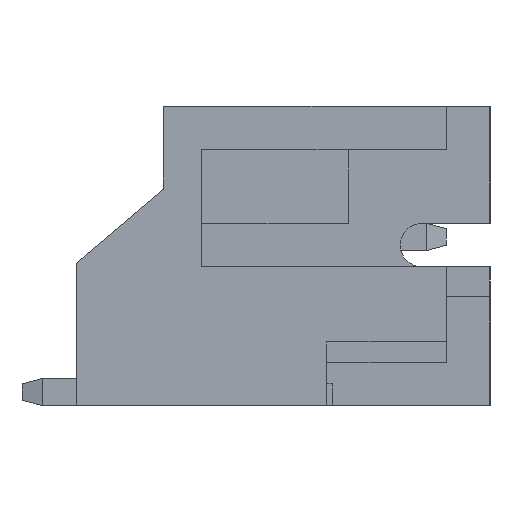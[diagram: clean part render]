
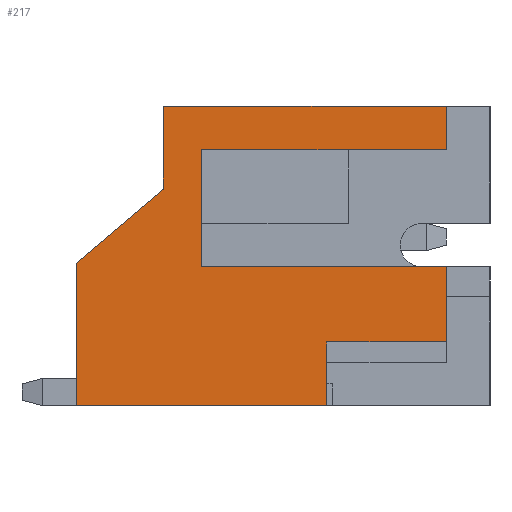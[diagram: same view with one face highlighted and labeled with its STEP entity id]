
A CAD part, left-side view. The second image highlights one B-rep face of the part: STEP entity #217.
In plain terms, the highlighted planar face has unit normal (-1, 0, 0).
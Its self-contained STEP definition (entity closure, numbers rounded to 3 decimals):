
#217=ADVANCED_FACE('',(#4046),#4048,.T.);
#4046=FACE_BOUND('',#4047,.T.);
#4047=EDGE_LOOP('',(#7165,#7166,#7167,#7168,#7169,#7170,#7171,#7172,#7173,#7174,
#7175,#7176));
#4048=PLANE('',#4049);
#4049=AXIS2_PLACEMENT_3D('',#4050,#4051,#4052);
#4050=CARTESIAN_POINT('',(-2.95,0.,0.));
#4051=DIRECTION('',(-1.,0.,0.));
#4052=DIRECTION('',(0.,0.,1.));
#7165=ORIENTED_EDGE('',*,*,#9332,.T.);
#7166=ORIENTED_EDGE('',*,*,#9333,.T.);
#7167=ORIENTED_EDGE('',*,*,#9201,.T.);
#7168=ORIENTED_EDGE('',*,*,#9298,.T.);
#7169=ORIENTED_EDGE('',*,*,#9334,.T.);
#7170=ORIENTED_EDGE('',*,*,#9335,.T.);
#7171=ORIENTED_EDGE('',*,*,#9336,.T.);
#7172=ORIENTED_EDGE('',*,*,#9337,.T.);
#7173=ORIENTED_EDGE('',*,*,#9338,.T.);
#7174=ORIENTED_EDGE('',*,*,#9339,.T.);
#7175=ORIENTED_EDGE('',*,*,#9340,.T.);
#7176=ORIENTED_EDGE('',*,*,#9341,.T.);
#9201=EDGE_CURVE('',#10319,#10317,#10320,.T.);
#9298=EDGE_CURVE('',#10317,#10501,#10503,.T.);
#9332=EDGE_CURVE('',#10561,#10562,#10563,.F.);
#9333=EDGE_CURVE('',#10562,#10319,#10564,.F.);
#9334=EDGE_CURVE('',#10501,#10565,#10566,.T.);
#9335=EDGE_CURVE('',#10565,#10567,#10568,.T.);
#9336=EDGE_CURVE('',#10567,#10569,#10570,.T.);
#9337=EDGE_CURVE('',#10569,#10571,#10572,.F.);
#9338=EDGE_CURVE('',#10571,#10573,#10574,.F.);
#9339=EDGE_CURVE('',#10573,#10575,#10576,.F.);
#9340=EDGE_CURVE('',#10575,#10577,#10578,.F.);
#9341=EDGE_CURVE('',#10577,#10561,#10579,.F.);
#10317=VERTEX_POINT('',#12144);
#10319=VERTEX_POINT('',#12148);
#10320=LINE('',#12149,#12150);
#10501=VERTEX_POINT('',#12523);
#10503=LINE('',#12527,#12528);
#10561=VERTEX_POINT('',#12655);
#10562=VERTEX_POINT('',#12656);
#10563=LINE('',#12657,#12658);
#10564=LINE('',#12660,#12661);
#10565=VERTEX_POINT('',#12663);
#10566=LINE('',#12664,#12665);
#10567=VERTEX_POINT('',#12667);
#10568=LINE('',#12668,#12669);
#10569=VERTEX_POINT('',#12671);
#10570=LINE('',#12672,#12673);
#10571=VERTEX_POINT('',#12675);
#10572=LINE('',#12676,#12677);
#10573=VERTEX_POINT('',#12679);
#10574=LINE('',#12680,#12681);
#10575=VERTEX_POINT('',#12683);
#10576=LINE('',#12684,#12685);
#10577=VERTEX_POINT('',#12687);
#10578=LINE('',#12688,#12689);
#10579=LINE('',#12691,#12692);
#12144=CARTESIAN_POINT('',(-2.95,0.,5.5));
#12148=CARTESIAN_POINT('',(-2.95,-5.2,5.5));
#12149=CARTESIAN_POINT('',(-2.95,-5.2,5.5));
#12150=VECTOR('',#12151,1.);
#12151=DIRECTION('',(0.,1.,0.));
#12523=CARTESIAN_POINT('',(-2.95,0.,3.979));
#12527=CARTESIAN_POINT('',(-2.95,0.,5.5));
#12528=VECTOR('',#12529,1.);
#12529=DIRECTION('',(0.,0.,-1.));
#12655=CARTESIAN_POINT('',(-2.95,-0.7,4.7));
#12656=CARTESIAN_POINT('',(-2.95,-5.2,4.7));
#12657=CARTESIAN_POINT('',(-2.95,-5.2,4.7));
#12658=VECTOR('',#12659,1.);
#12659=DIRECTION('',(0.,1.,0.));
#12660=CARTESIAN_POINT('',(-2.95,-5.2,5.5));
#12661=VECTOR('',#12662,1.);
#12662=DIRECTION('',(0.,0.,-1.));
#12663=CARTESIAN_POINT('',(-2.95,1.6,2.618));
#12664=CARTESIAN_POINT('',(-2.95,0.,3.979));
#12665=VECTOR('',#12666,1.);
#12666=DIRECTION('',(0.,0.762,-0.648));
#12667=CARTESIAN_POINT('',(-2.95,1.6,0.));
#12668=CARTESIAN_POINT('',(-2.95,1.6,2.618));
#12669=VECTOR('',#12670,1.);
#12670=DIRECTION('',(0.,0.,-1.));
#12671=CARTESIAN_POINT('',(-2.95,-3.,0.));
#12672=CARTESIAN_POINT('',(-2.95,1.6,0.));
#12673=VECTOR('',#12674,1.);
#12674=DIRECTION('',(0.,-1.,0.));
#12675=CARTESIAN_POINT('',(-2.95,-3.,1.17));
#12676=CARTESIAN_POINT('',(-2.95,-3.,1.17));
#12677=VECTOR('',#12678,1.);
#12678=DIRECTION('',(0.,0.,-1.));
#12679=CARTESIAN_POINT('',(-2.95,-5.2,1.17));
#12680=CARTESIAN_POINT('',(-2.95,-5.2,1.17));
#12681=VECTOR('',#12682,1.);
#12682=DIRECTION('',(0.,1.,0.));
#12683=CARTESIAN_POINT('',(-2.95,-5.2,2.55));
#12684=CARTESIAN_POINT('',(-2.95,-5.2,2.55));
#12685=VECTOR('',#12686,1.);
#12686=DIRECTION('',(0.,0.,-1.));
#12687=CARTESIAN_POINT('',(-2.95,-0.7,2.55));
#12688=CARTESIAN_POINT('',(-2.95,-0.7,2.55));
#12689=VECTOR('',#12690,1.);
#12690=DIRECTION('',(0.,-1.,0.));
#12691=CARTESIAN_POINT('',(-2.95,-0.7,4.7));
#12692=VECTOR('',#12693,1.);
#12693=DIRECTION('',(0.,0.,-1.));
